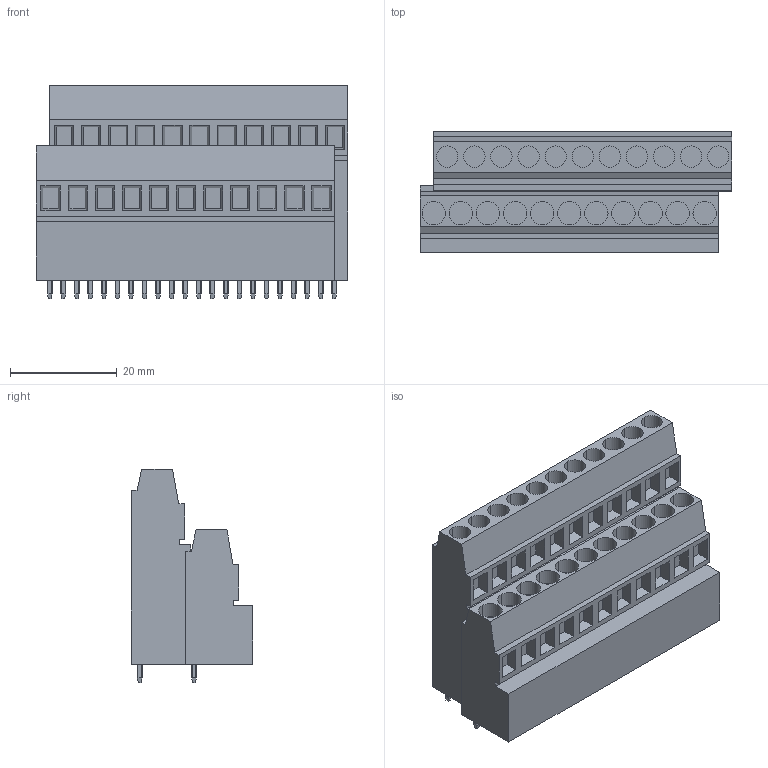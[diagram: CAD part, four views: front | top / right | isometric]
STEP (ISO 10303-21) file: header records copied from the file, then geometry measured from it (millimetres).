
FILE_DESCRIPTION(('CATIA V5 STEP Exchange','CAx-IF Rec.Pracs.--- Model Styling and Organization---1.2---2011-12-15'),'2;1');
FILE_NAME ('D1455731_0_1769330000_1769330000.stp','2018-09-07T15:04:30+00:00',('none'),('Weidmueller'),'CATIA Version 5-6 Release 2014','CATIA V5 STEP AP214','none');
FILE_SCHEMA(('AUTOMOTIVE_DESIGN { 1 0 10303 214 1 1 1 1 }'));
Length unit declared in the file: millimetre
Products named in the file (1): 1769330000
Bounding box: 58.42 x 22.8 x 40.1 mm (x, y, z)
Volume: 33014.5 mm3; surface area: 10153.5 mm2
Topology: 23 solids, 23 shells, 511 faces, 1263 edges, 842 vertices
Faces by surface type: plane 467, cylinder 44
Entity records: 14113 total; most frequent: CARTESIAN_POINT 2690, ORIENTED_EDGE 2526, DIRECTION 1903, EDGE_CURVE 1263, VECTOR 999, LINE 999, VERTEX_POINT 842, EDGE_LOOP 555
